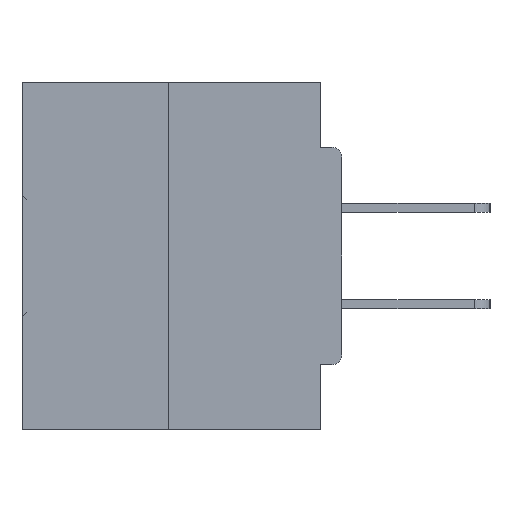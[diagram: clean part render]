
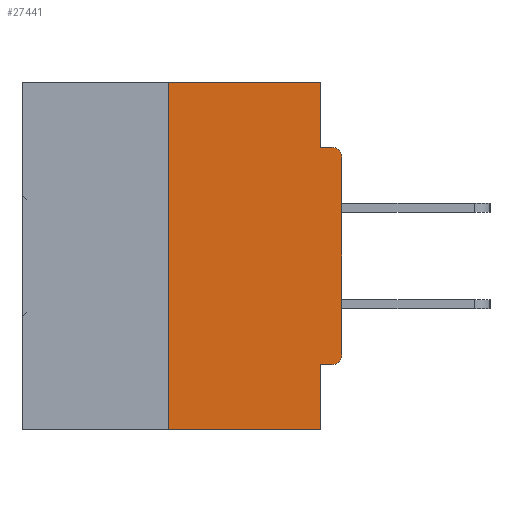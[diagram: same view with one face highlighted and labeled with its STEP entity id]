
A CAD part, left-side view. The second image highlights one B-rep face of the part: STEP entity #27441.
In plain terms, the highlighted planar face has unit normal (-1, 0, 0).
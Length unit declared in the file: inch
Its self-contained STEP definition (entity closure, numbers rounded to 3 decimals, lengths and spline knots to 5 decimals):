
#1298 = CARTESIAN_POINT ( 'NONE',  ( 0., 0., -0.0935 ) ) ;
#1731 = CARTESIAN_POINT ( 'NONE',  ( 0., 0.46, 0. ) ) ;
#1788 = DIRECTION ( 'NONE',  ( 0., 0., -1. ) ) ;
#1889 = EDGE_CURVE ( 'NONE', #32587, #16247, #44186, .T. ) ;
#1973 = VECTOR ( 'NONE', #19911, 39.37008 ) ;
#2353 = VERTEX_POINT ( 'NONE', #10022 ) ;
#2472 = EDGE_CURVE ( 'NONE', #42627, #26206, #11518, .T. ) ;
#3026 = CIRCLE ( 'NONE', #4380, 0.015 ) ;
#3440 = VECTOR ( 'NONE', #19040, 39.37008 ) ;
#3900 = VECTOR ( 'NONE', #7068, 39.37008 ) ;
#3957 = ORIENTED_EDGE ( 'NONE', *, *, #20451, .F. ) ;
#4380 = AXIS2_PLACEMENT_3D ( 'NONE', #22813, #32797, #12298 ) ;
#4508 = CIRCLE ( 'NONE', #26844, 0.015 ) ;
#4608 = DIRECTION ( 'NONE',  ( 0., -1., 0. ) ) ;
#6490 = VECTOR ( 'NONE', #21749, 39.37008 ) ;
#7068 = DIRECTION ( 'NONE',  ( 0., 0., 1. ) ) ;
#8966 = DIRECTION ( 'NONE',  ( -1., 0., 0. ) ) ;
#9130 = ORIENTED_EDGE ( 'NONE', *, *, #19083, .T. ) ;
#9254 = LINE ( 'NONE', #13860, #3900 ) ;
#10022 = CARTESIAN_POINT ( 'NONE',  ( 0., 0.25, -0.5 ) ) ;
#11002 = CARTESIAN_POINT ( 'NONE',  ( 0., 0.25, 0. ) ) ;
#11052 = DIRECTION ( 'NONE',  ( 0., 0., 1. ) ) ;
#11518 = LINE ( 'NONE', #41303, #13072 ) ;
#11603 = VERTEX_POINT ( 'NONE', #25470 ) ;
#11955 = LINE ( 'NONE', #36612, #23203 ) ;
#12298 = DIRECTION ( 'NONE',  ( 0., 0., -1. ) ) ;
#13000 = ORIENTED_EDGE ( 'NONE', *, *, #1889, .F. ) ;
#13072 = VECTOR ( 'NONE', #14454, 39.37008 ) ;
#13133 = EDGE_CURVE ( 'NONE', #28785, #11603, #40318, .T. ) ;
#13728 = EDGE_LOOP ( 'NONE', ( #13808, #32684, #35414, #29554, #20328, #9130, #38229, #38772, #3957, #13000 ) ) ;
#13808 = ORIENTED_EDGE ( 'NONE', *, *, #26918, .F. ) ;
#13860 = CARTESIAN_POINT ( 'NONE',  ( 0., 0.25, 0. ) ) ;
#13931 = VERTEX_POINT ( 'NONE', #22614 ) ;
#13956 = EDGE_CURVE ( 'NONE', #2353, #13931, #11955, .T. ) ;
#14454 = DIRECTION ( 'NONE',  ( 0., 1., 0. ) ) ;
#14551 = CARTESIAN_POINT ( 'NONE',  ( 0., 0., 0. ) ) ;
#14735 = VECTOR ( 'NONE', #11052, 39.37008 ) ;
#14748 = CARTESIAN_POINT ( 'NONE',  ( 0., 0.015, -0.0935 ) ) ;
#15366 = AXIS2_PLACEMENT_3D ( 'NONE', #1731, #25531, #1788 ) ;
#16247 = VERTEX_POINT ( 'NONE', #40112 ) ;
#17126 = EDGE_CURVE ( 'NONE', #11603, #34891, #3026, .T. ) ;
#17252 = EDGE_CURVE ( 'NONE', #26206, #13931, #19721, .T. ) ;
#18856 = VERTEX_POINT ( 'NONE', #11002 ) ;
#19040 = DIRECTION ( 'NONE',  ( 0., 0., -1. ) ) ;
#19083 = EDGE_CURVE ( 'NONE', #42627, #28785, #4508, .T. ) ;
#19721 = LINE ( 'NONE', #40217, #1973 ) ;
#19911 = DIRECTION ( 'NONE',  ( 0., 0., -1. ) ) ;
#20328 = ORIENTED_EDGE ( 'NONE', *, *, #2472, .F. ) ;
#20451 = EDGE_CURVE ( 'NONE', #16247, #34891, #40356, .T. ) ;
#20717 = EDGE_CURVE ( 'NONE', #2353, #18856, #9254, .T. ) ;
#21172 = VECTOR ( 'NONE', #4608, 39.37008 ) ;
#21749 = DIRECTION ( 'NONE',  ( 0., -1., 0. ) ) ;
#22042 = CARTESIAN_POINT ( 'NONE',  ( 0., 0.46, 0. ) ) ;
#22614 = CARTESIAN_POINT ( 'NONE',  ( 0., 0.031, -0.5 ) ) ;
#22755 = DIRECTION ( 'NONE',  ( 0., -1., 0. ) ) ;
#22813 = CARTESIAN_POINT ( 'NONE',  ( 0., 0.015, -0.1085 ) ) ;
#23153 = FACE_OUTER_BOUND ( 'NONE', #13728, .T. ) ;
#23203 = VECTOR ( 'NONE', #22755, 39.37008 ) ;
#24851 = CARTESIAN_POINT ( 'NONE',  ( 0., 0.031, 0. ) ) ;
#25470 = CARTESIAN_POINT ( 'NONE',  ( 0., 0., -0.1085 ) ) ;
#25531 = DIRECTION ( 'NONE',  ( 1., 0., 0. ) ) ;
#25691 = CARTESIAN_POINT ( 'NONE',  ( 0., 0.015, -0.3915 ) ) ;
#26073 = CARTESIAN_POINT ( 'NONE',  ( 0., 0.031, 0. ) ) ;
#26206 = VERTEX_POINT ( 'NONE', #30585 ) ;
#26844 = AXIS2_PLACEMENT_3D ( 'NONE', #25691, #8966, #29710 ) ;
#26918 = EDGE_CURVE ( 'NONE', #18856, #32587, #31213, .T. ) ;
#27441 = ADVANCED_FACE ( 'NONE', ( #23153 ), #38539, .F. ) ;
#28785 = VERTEX_POINT ( 'NONE', #33985 ) ;
#29554 = ORIENTED_EDGE ( 'NONE', *, *, #17252, .F. ) ;
#29710 = DIRECTION ( 'NONE',  ( 0., 0., -1. ) ) ;
#30356 = CARTESIAN_POINT ( 'NONE',  ( 0., 0.015, -0.4065 ) ) ;
#30585 = CARTESIAN_POINT ( 'NONE',  ( 0., 0.031, -0.4065 ) ) ;
#31213 = LINE ( 'NONE', #22042, #6490 ) ;
#32587 = VERTEX_POINT ( 'NONE', #24851 ) ;
#32684 = ORIENTED_EDGE ( 'NONE', *, *, #20717, .F. ) ;
#32797 = DIRECTION ( 'NONE',  ( -1., 0., 0. ) ) ;
#33985 = CARTESIAN_POINT ( 'NONE',  ( 0., 0., -0.3915 ) ) ;
#34891 = VERTEX_POINT ( 'NONE', #14748 ) ;
#35414 = ORIENTED_EDGE ( 'NONE', *, *, #13956, .T. ) ;
#36612 = CARTESIAN_POINT ( 'NONE',  ( 0., 0.46, -0.5 ) ) ;
#38229 = ORIENTED_EDGE ( 'NONE', *, *, #13133, .T. ) ;
#38539 = PLANE ( 'NONE',  #15366 ) ;
#38772 = ORIENTED_EDGE ( 'NONE', *, *, #17126, .T. ) ;
#40112 = CARTESIAN_POINT ( 'NONE',  ( 0., 0.031, -0.0935 ) ) ;
#40217 = CARTESIAN_POINT ( 'NONE',  ( 0., 0.031, -0.5 ) ) ;
#40318 = LINE ( 'NONE', #14551, #14735 ) ;
#40356 = LINE ( 'NONE', #1298, #21172 ) ;
#41303 = CARTESIAN_POINT ( 'NONE',  ( 0., 0., -0.4065 ) ) ;
#42627 = VERTEX_POINT ( 'NONE', #30356 ) ;
#44186 = LINE ( 'NONE', #26073, #3440 ) ;
